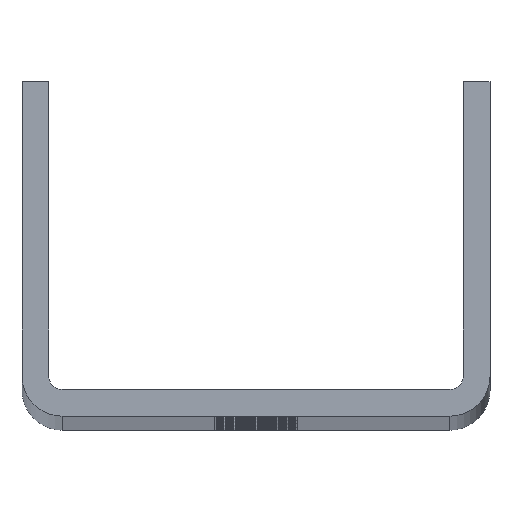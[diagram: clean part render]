
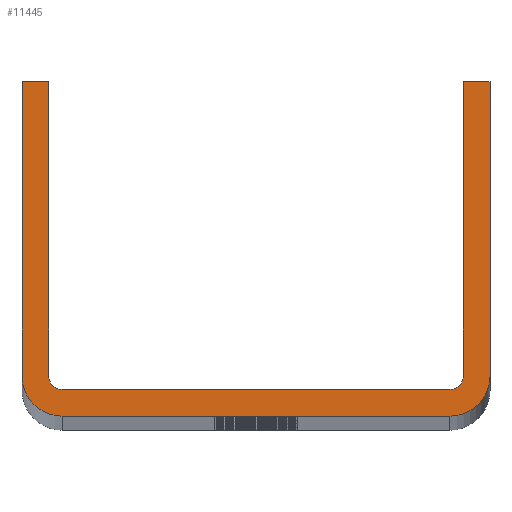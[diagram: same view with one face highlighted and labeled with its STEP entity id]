
A CAD part, top view. The second image highlights one B-rep face of the part: STEP entity #11445.
In plain terms, the highlighted planar face has unit normal (0, 0, 1).
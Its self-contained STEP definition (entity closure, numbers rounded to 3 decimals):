
#20 = DIRECTION ( 'NONE',  ( 0., 1., 0. ) ) ;
#90 = LINE ( 'NONE', #1081, #8289 ) ;
#135 = DIRECTION ( 'NONE',  ( 0., 0., 1. ) ) ;
#154 = VECTOR ( 'NONE', #6147, 1000. ) ;
#513 = FACE_OUTER_BOUND ( 'NONE', #3777, .T. ) ;
#581 = DIRECTION ( 'NONE',  ( 0., 0., 1. ) ) ;
#785 = EDGE_CURVE ( 'NONE', #3698, #9188, #5926, .T. ) ;
#1081 = CARTESIAN_POINT ( 'NONE',  ( -29., 4., 1200. ) ) ;
#1213 = CARTESIAN_POINT ( 'NONE',  ( -31., 6., 1200. ) ) ;
#1322 = DIRECTION ( 'NONE',  ( 1., 0., 0. ) ) ;
#1437 = AXIS2_PLACEMENT_3D ( 'NONE', #3880, #10226, #1977 ) ;
#1572 = DIRECTION ( 'NONE',  ( 1., 0., 0. ) ) ;
#1592 = ORIENTED_EDGE ( 'NONE', *, *, #7128, .F. ) ;
#1706 = CARTESIAN_POINT ( 'NONE',  ( -35., 50., 1200. ) ) ;
#1977 = DIRECTION ( 'NONE',  ( 1., 0., 0. ) ) ;
#2239 = CARTESIAN_POINT ( 'NONE',  ( 29., 0., 1200. ) ) ;
#2255 = CARTESIAN_POINT ( 'NONE',  ( -35., 6., 1200. ) ) ;
#2276 = VERTEX_POINT ( 'NONE', #2239 ) ;
#2322 = DIRECTION ( 'NONE',  ( 0., 0., 1. ) ) ;
#2562 = DIRECTION ( 'NONE',  ( 1., 0., 0. ) ) ;
#2696 = CARTESIAN_POINT ( 'NONE',  ( 31., 50., 1200. ) ) ;
#2705 = CIRCLE ( 'NONE', #1437, 2. ) ;
#3164 = CARTESIAN_POINT ( 'NONE',  ( -29., 6., 1200. ) ) ;
#3189 = EDGE_CURVE ( 'NONE', #5124, #12463, #5036, .T. ) ;
#3362 = LINE ( 'NONE', #7390, #12478 ) ;
#3424 = ORIENTED_EDGE ( 'NONE', *, *, #8689, .T. ) ;
#3543 = CARTESIAN_POINT ( 'NONE',  ( 29., 6., 1200. ) ) ;
#3698 = VERTEX_POINT ( 'NONE', #7639 ) ;
#3744 = ORIENTED_EDGE ( 'NONE', *, *, #3189, .T. ) ;
#3763 = EDGE_CURVE ( 'NONE', #9632, #3698, #4341, .T. ) ;
#3768 = CARTESIAN_POINT ( 'NONE',  ( 29., 4., 1200. ) ) ;
#3777 = EDGE_LOOP ( 'NONE', ( #3744, #11376, #4296, #11239, #10465, #10325, #1592, #5670, #3806, #10339, #10990, #3424 ) ) ;
#3806 = ORIENTED_EDGE ( 'NONE', *, *, #9548, .T. ) ;
#3845 = AXIS2_PLACEMENT_3D ( 'NONE', #3164, #135, #6121 ) ;
#3880 = CARTESIAN_POINT ( 'NONE',  ( -29., 6., 1200. ) ) ;
#3983 = LINE ( 'NONE', #4976, #154 ) ;
#4106 = DIRECTION ( 'NONE',  ( 1., 0., 0. ) ) ;
#4138 = CARTESIAN_POINT ( 'NONE',  ( 35., 50., 1200. ) ) ;
#4296 = ORIENTED_EDGE ( 'NONE', *, *, #785, .F. ) ;
#4323 = VECTOR ( 'NONE', #20, 1000. ) ;
#4341 = CIRCLE ( 'NONE', #11744, 2. ) ;
#4426 = CARTESIAN_POINT ( 'NONE',  ( -35., 50., 1200. ) ) ;
#4497 = DIRECTION ( 'NONE',  ( 0., -1., 0. ) ) ;
#4530 = PLANE ( 'NONE',  #9219 ) ;
#4976 = CARTESIAN_POINT ( 'NONE',  ( -31., 50., 1200. ) ) ;
#5036 = LINE ( 'NONE', #9065, #4323 ) ;
#5124 = VERTEX_POINT ( 'NONE', #11339 ) ;
#5670 = ORIENTED_EDGE ( 'NONE', *, *, #8770, .F. ) ;
#5731 = CIRCLE ( 'NONE', #3845, 6. ) ;
#5926 = LINE ( 'NONE', #8120, #11159 ) ;
#5983 = EDGE_CURVE ( 'NONE', #11220, #9632, #90, .T. ) ;
#6121 = DIRECTION ( 'NONE',  ( 1., 0., 0. ) ) ;
#6147 = DIRECTION ( 'NONE',  ( 0., -1., 0. ) ) ;
#6176 = CARTESIAN_POINT ( 'NONE',  ( -29., 0., 1200. ) ) ;
#6328 = AXIS2_PLACEMENT_3D ( 'NONE', #11563, #2322, #1322 ) ;
#6425 = CARTESIAN_POINT ( 'NONE',  ( -31., 50., 1200. ) ) ;
#6598 = LINE ( 'NONE', #4426, #12917 ) ;
#6861 = VECTOR ( 'NONE', #1572, 1000. ) ;
#7128 = EDGE_CURVE ( 'NONE', #9250, #7242, #3983, .T. ) ;
#7242 = VERTEX_POINT ( 'NONE', #1213 ) ;
#7372 = CARTESIAN_POINT ( 'NONE',  ( -29., 4., 1200. ) ) ;
#7390 = CARTESIAN_POINT ( 'NONE',  ( -35., 50., 1200. ) ) ;
#7570 = DIRECTION ( 'NONE',  ( 1., 0., 0. ) ) ;
#7605 = CIRCLE ( 'NONE', #6328, 6. ) ;
#7639 = CARTESIAN_POINT ( 'NONE',  ( 31., 6., 1200. ) ) ;
#7703 = CARTESIAN_POINT ( 'NONE',  ( -29., 0., 1200. ) ) ;
#7777 = EDGE_CURVE ( 'NONE', #7242, #11220, #2705, .T. ) ;
#8120 = CARTESIAN_POINT ( 'NONE',  ( 31., 6., 1200. ) ) ;
#8289 = VECTOR ( 'NONE', #4106, 1000. ) ;
#8689 = EDGE_CURVE ( 'NONE', #2276, #5124, #7605, .T. ) ;
#8770 = EDGE_CURVE ( 'NONE', #12574, #9250, #3362, .T. ) ;
#9065 = CARTESIAN_POINT ( 'NONE',  ( 35., 6., 1200. ) ) ;
#9188 = VERTEX_POINT ( 'NONE', #10532 ) ;
#9219 = AXIS2_PLACEMENT_3D ( 'NONE', #3543, #581, #7570 ) ;
#9250 = VERTEX_POINT ( 'NONE', #6425 ) ;
#9428 = LINE ( 'NONE', #7703, #12805 ) ;
#9548 = EDGE_CURVE ( 'NONE', #12574, #10891, #6598, .T. ) ;
#9567 = LINE ( 'NONE', #2696, #6861 ) ;
#9629 = DIRECTION ( 'NONE',  ( 0., 0., 1. ) ) ;
#9632 = VERTEX_POINT ( 'NONE', #3768 ) ;
#9779 = EDGE_CURVE ( 'NONE', #10891, #12434, #5731, .T. ) ;
#10226 = DIRECTION ( 'NONE',  ( 0., 0., 1. ) ) ;
#10325 = ORIENTED_EDGE ( 'NONE', *, *, #7777, .F. ) ;
#10339 = ORIENTED_EDGE ( 'NONE', *, *, #9779, .T. ) ;
#10465 = ORIENTED_EDGE ( 'NONE', *, *, #5983, .F. ) ;
#10532 = CARTESIAN_POINT ( 'NONE',  ( 31., 50., 1200. ) ) ;
#10679 = DIRECTION ( 'NONE',  ( 1., 0., 0. ) ) ;
#10891 = VERTEX_POINT ( 'NONE', #2255 ) ;
#10990 = ORIENTED_EDGE ( 'NONE', *, *, #11350, .T. ) ;
#11159 = VECTOR ( 'NONE', #11959, 1000. ) ;
#11220 = VERTEX_POINT ( 'NONE', #7372 ) ;
#11239 = ORIENTED_EDGE ( 'NONE', *, *, #3763, .F. ) ;
#11339 = CARTESIAN_POINT ( 'NONE',  ( 35., 6., 1200. ) ) ;
#11350 = EDGE_CURVE ( 'NONE', #12434, #2276, #9428, .T. ) ;
#11376 = ORIENTED_EDGE ( 'NONE', *, *, #12638, .F. ) ;
#11424 = DIRECTION ( 'NONE',  ( 1., 0., 0. ) ) ;
#11445 = ADVANCED_FACE ( 'NONE', ( #513 ), #4530, .T. ) ;
#11563 = CARTESIAN_POINT ( 'NONE',  ( 29., 6., 1200. ) ) ;
#11744 = AXIS2_PLACEMENT_3D ( 'NONE', #12798, #9629, #10679 ) ;
#11959 = DIRECTION ( 'NONE',  ( 0., 1., 0. ) ) ;
#12434 = VERTEX_POINT ( 'NONE', #6176 ) ;
#12463 = VERTEX_POINT ( 'NONE', #4138 ) ;
#12478 = VECTOR ( 'NONE', #11424, 1000. ) ;
#12574 = VERTEX_POINT ( 'NONE', #1706 ) ;
#12638 = EDGE_CURVE ( 'NONE', #9188, #12463, #9567, .T. ) ;
#12798 = CARTESIAN_POINT ( 'NONE',  ( 29., 6., 1200. ) ) ;
#12805 = VECTOR ( 'NONE', #2562, 1000. ) ;
#12917 = VECTOR ( 'NONE', #4497, 1000. ) ;
